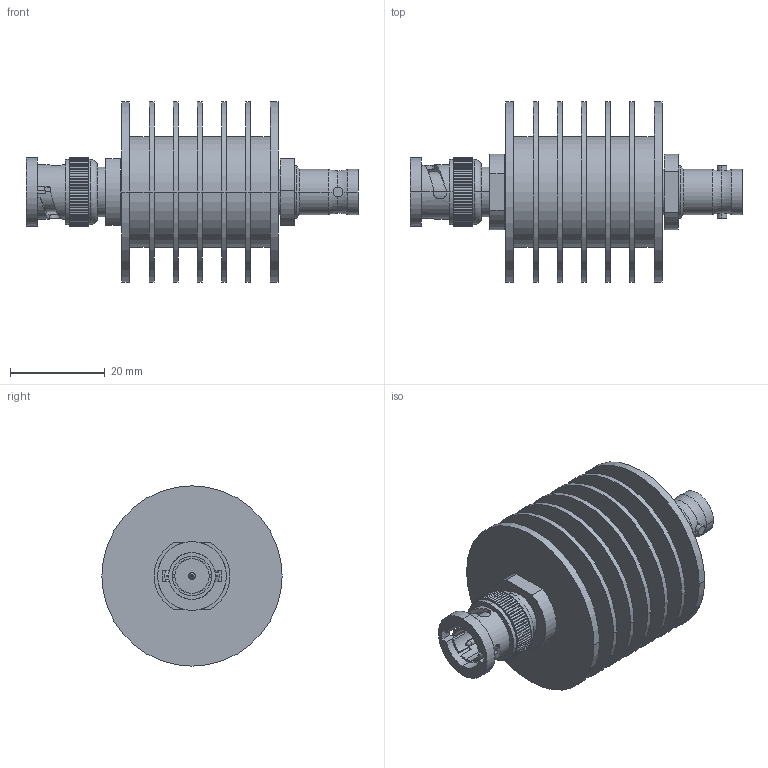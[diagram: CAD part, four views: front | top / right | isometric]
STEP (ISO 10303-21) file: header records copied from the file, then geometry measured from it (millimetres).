
FILE_DESCRIPTION (( 'STEP AP214' ), '1' );
FILE_NAME ('FMAT7610-3_3D.step', '2023-12-06T16:01:30', ( '' ), ( '' ), 'SwSTEP 2.0', 'SolidWorks 2022', '' );
FILE_SCHEMA (( 'AUTOMOTIVE_DESIGN' ));
Length unit declared in the file: inch
Products named in the file (11): 10-03001-205-MA3; BNC_PE7610_M; FMAT7610-3_3D; BNC JACK FOR RG-179_CONTACT RING_默认; BNC_PE7610_M-MA1; BNC JACK FOR RG-174_FERRULE1_默认; 10-03001-205-MA2; BNC_PE7610_F_PART_默认; BNC_PE7610_F_默认; DTS10G_default; BNC JACK FOR RG-179_FERRULE2_默认
Assembly tree (10 placements, depth 3):
  FMAT7610-3_3D
    DTS10G_default
    BNC_PE7610_M
      BNC_PE7610_M-MA1
      10-03001-205-MA2
      10-03001-205-MA3
    BNC_PE7610_F_默认
      BNC_PE7610_F_PART_默认
      BNC JACK FOR RG-179_CONTACT RING_默认
      BNC JACK FOR RG-174_FERRULE1_默认
      BNC JACK FOR RG-179_FERRULE2_默认
Bounding box: 70 x 38 x 38 mm (x, y, z)
Volume: 23586.4 mm3; surface area: 18809.8 mm2
Topology: 9 solids, 9 shells, 2004 faces, 4386 edges, 2423 vertices
Faces by surface type: bspline 1158, cylinder 524, plane 260, cone 56, torus 6
Entity records: 79135 total; most frequent: CARTESIAN_POINT 47926, ORIENTED_EDGE 8760, EDGE_CURVE 4380, DIRECTION 3635, VERTEX_POINT 2423, EDGE_LOOP 2053, FACE_OUTER_BOUND 2004, ADVANCED_FACE 2004
